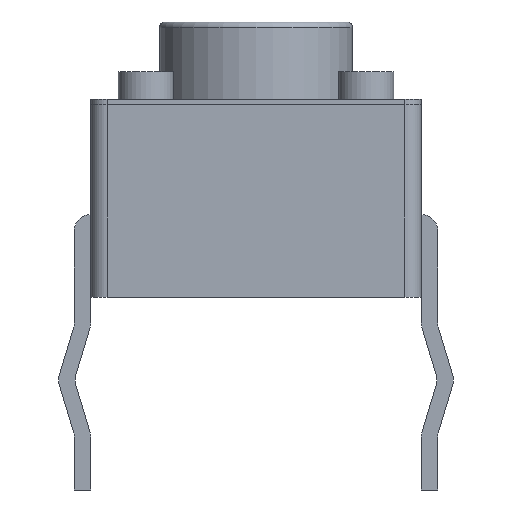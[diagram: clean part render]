
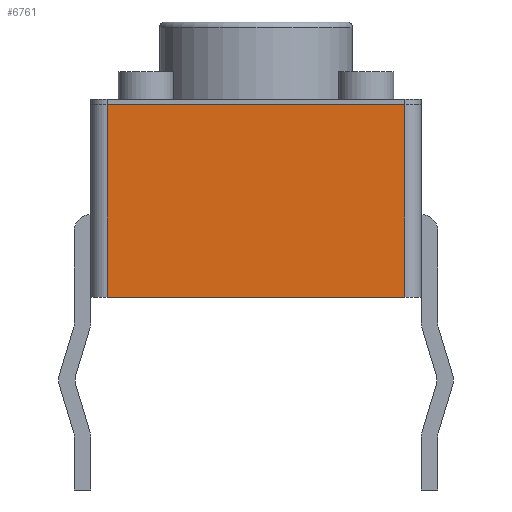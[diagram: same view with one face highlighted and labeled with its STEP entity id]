
A CAD part, front view. The second image highlights one B-rep face of the part: STEP entity #6761.
In plain terms, the highlighted planar face has unit normal (0, -1, 0).
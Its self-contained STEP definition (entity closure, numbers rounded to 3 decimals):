
#6498 = PLANE('',#6499);
#6499 = AXIS2_PLACEMENT_3D('',#6500,#6501,#6502);
#6500 = CARTESIAN_POINT('',(0.15,-5.25,3.5));
#6501 = DIRECTION('',(0.,0.,-1.));
#6502 = DIRECTION('',(-1.,0.,0.));
#6519 = EDGE_CURVE('',#6520,#6522,#6524,.T.);
#6520 = VERTEX_POINT('',#6521);
#6521 = CARTESIAN_POINT('',(0.45,-5.25,3.5));
#6522 = VERTEX_POINT('',#6523);
#6523 = CARTESIAN_POINT('',(5.85,-5.25,3.5));
#6524 = SURFACE_CURVE('',#6525,(#6529,#6536),.PCURVE_S1.);
#6525 = LINE('',#6526,#6527);
#6526 = CARTESIAN_POINT('',(0.15,-5.25,3.5));
#6527 = VECTOR('',#6528,1.);
#6528 = DIRECTION('',(1.,0.,0.));
#6529 = PCURVE('',#6498,#6530);
#6530 = DEFINITIONAL_REPRESENTATION('',(#6531),#6535);
#6531 = LINE('',#6532,#6533);
#6532 = CARTESIAN_POINT('',(0.,0.));
#6533 = VECTOR('',#6534,1.);
#6534 = DIRECTION('',(-1.,0.));
#6535 = ( GEOMETRIC_REPRESENTATION_CONTEXT(2) 
PARAMETRIC_REPRESENTATION_CONTEXT() REPRESENTATION_CONTEXT('2D SPACE',''
  ) );
#6536 = PCURVE('',#6537,#6542);
#6537 = PLANE('',#6538);
#6538 = AXIS2_PLACEMENT_3D('',#6539,#6540,#6541);
#6539 = CARTESIAN_POINT('',(0.15,-5.25,0.));
#6540 = DIRECTION('',(0.,1.,0.));
#6541 = DIRECTION('',(1.,0.,0.));
#6542 = DEFINITIONAL_REPRESENTATION('',(#6543),#6547);
#6543 = LINE('',#6544,#6545);
#6544 = CARTESIAN_POINT('',(0.,-3.5));
#6545 = VECTOR('',#6546,1.);
#6546 = DIRECTION('',(1.,0.));
#6547 = ( GEOMETRIC_REPRESENTATION_CONTEXT(2) 
PARAMETRIC_REPRESENTATION_CONTEXT() REPRESENTATION_CONTEXT('2D SPACE',''
  ) );
#6566 = CYLINDRICAL_SURFACE('',#6567,0.3);
#6567 = AXIS2_PLACEMENT_3D('',#6568,#6569,#6570);
#6568 = CARTESIAN_POINT('',(0.45,-4.95,0.));
#6569 = DIRECTION('',(0.,0.,1.));
#6570 = DIRECTION('',(0.,-1.,0.));
#6747 = CYLINDRICAL_SURFACE('',#6748,0.3);
#6748 = AXIS2_PLACEMENT_3D('',#6749,#6750,#6751);
#6749 = CARTESIAN_POINT('',(5.85,-4.95,0.));
#6750 = DIRECTION('',(0.,0.,1.));
#6751 = DIRECTION('',(0.,-1.,0.));
#6761 = ADVANCED_FACE('',(#6762),#6537,.F.);
#6762 = FACE_BOUND('',#6763,.F.);
#6763 = EDGE_LOOP('',(#6764,#6794,#6815,#6816));
#6764 = ORIENTED_EDGE('',*,*,#6765,.F.);
#6765 = EDGE_CURVE('',#6766,#6768,#6770,.T.);
#6766 = VERTEX_POINT('',#6767);
#6767 = CARTESIAN_POINT('',(0.45,-5.25,0.));
#6768 = VERTEX_POINT('',#6769);
#6769 = CARTESIAN_POINT('',(5.85,-5.25,0.));
#6770 = SURFACE_CURVE('',#6771,(#6775,#6782),.PCURVE_S1.);
#6771 = LINE('',#6772,#6773);
#6772 = CARTESIAN_POINT('',(0.15,-5.25,0.));
#6773 = VECTOR('',#6774,1.);
#6774 = DIRECTION('',(1.,0.,0.));
#6775 = PCURVE('',#6537,#6776);
#6776 = DEFINITIONAL_REPRESENTATION('',(#6777),#6781);
#6777 = LINE('',#6778,#6779);
#6778 = CARTESIAN_POINT('',(0.,0.));
#6779 = VECTOR('',#6780,1.);
#6780 = DIRECTION('',(1.,0.));
#6781 = ( GEOMETRIC_REPRESENTATION_CONTEXT(2) 
PARAMETRIC_REPRESENTATION_CONTEXT() REPRESENTATION_CONTEXT('2D SPACE',''
  ) );
#6782 = PCURVE('',#6783,#6788);
#6783 = PLANE('',#6784);
#6784 = AXIS2_PLACEMENT_3D('',#6785,#6786,#6787);
#6785 = CARTESIAN_POINT('',(0.15,-5.25,0.));
#6786 = DIRECTION('',(0.,0.,-1.));
#6787 = DIRECTION('',(-1.,0.,0.));
#6788 = DEFINITIONAL_REPRESENTATION('',(#6789),#6793);
#6789 = LINE('',#6790,#6791);
#6790 = CARTESIAN_POINT('',(0.,0.));
#6791 = VECTOR('',#6792,1.);
#6792 = DIRECTION('',(-1.,0.));
#6793 = ( GEOMETRIC_REPRESENTATION_CONTEXT(2) 
PARAMETRIC_REPRESENTATION_CONTEXT() REPRESENTATION_CONTEXT('2D SPACE',''
  ) );
#6794 = ORIENTED_EDGE('',*,*,#6795,.T.);
#6795 = EDGE_CURVE('',#6766,#6520,#6796,.T.);
#6796 = SURFACE_CURVE('',#6797,(#6801,#6808),.PCURVE_S1.);
#6797 = LINE('',#6798,#6799);
#6798 = CARTESIAN_POINT('',(0.45,-5.25,0.));
#6799 = VECTOR('',#6800,1.);
#6800 = DIRECTION('',(0.,0.,1.));
#6801 = PCURVE('',#6537,#6802);
#6802 = DEFINITIONAL_REPRESENTATION('',(#6803),#6807);
#6803 = LINE('',#6804,#6805);
#6804 = CARTESIAN_POINT('',(0.3,0.));
#6805 = VECTOR('',#6806,1.);
#6806 = DIRECTION('',(0.,-1.));
#6807 = ( GEOMETRIC_REPRESENTATION_CONTEXT(2) 
PARAMETRIC_REPRESENTATION_CONTEXT() REPRESENTATION_CONTEXT('2D SPACE',''
  ) );
#6808 = PCURVE('',#6566,#6809);
#6809 = DEFINITIONAL_REPRESENTATION('',(#6810),#6814);
#6810 = LINE('',#6811,#6812);
#6811 = CARTESIAN_POINT('',(0.,0.));
#6812 = VECTOR('',#6813,1.);
#6813 = DIRECTION('',(0.,1.));
#6814 = ( GEOMETRIC_REPRESENTATION_CONTEXT(2) 
PARAMETRIC_REPRESENTATION_CONTEXT() REPRESENTATION_CONTEXT('2D SPACE',''
  ) );
#6815 = ORIENTED_EDGE('',*,*,#6519,.T.);
#6816 = ORIENTED_EDGE('',*,*,#6817,.F.);
#6817 = EDGE_CURVE('',#6768,#6522,#6818,.T.);
#6818 = SURFACE_CURVE('',#6819,(#6823,#6830),.PCURVE_S1.);
#6819 = LINE('',#6820,#6821);
#6820 = CARTESIAN_POINT('',(5.85,-5.25,0.));
#6821 = VECTOR('',#6822,1.);
#6822 = DIRECTION('',(0.,0.,1.));
#6823 = PCURVE('',#6537,#6824);
#6824 = DEFINITIONAL_REPRESENTATION('',(#6825),#6829);
#6825 = LINE('',#6826,#6827);
#6826 = CARTESIAN_POINT('',(5.7,0.));
#6827 = VECTOR('',#6828,1.);
#6828 = DIRECTION('',(0.,-1.));
#6829 = ( GEOMETRIC_REPRESENTATION_CONTEXT(2) 
PARAMETRIC_REPRESENTATION_CONTEXT() REPRESENTATION_CONTEXT('2D SPACE',''
  ) );
#6830 = PCURVE('',#6747,#6831);
#6831 = DEFINITIONAL_REPRESENTATION('',(#6832),#6836);
#6832 = LINE('',#6833,#6834);
#6833 = CARTESIAN_POINT('',(0.,0.));
#6834 = VECTOR('',#6835,1.);
#6835 = DIRECTION('',(0.,1.));
#6836 = ( GEOMETRIC_REPRESENTATION_CONTEXT(2) 
PARAMETRIC_REPRESENTATION_CONTEXT() REPRESENTATION_CONTEXT('2D SPACE',''
  ) );
